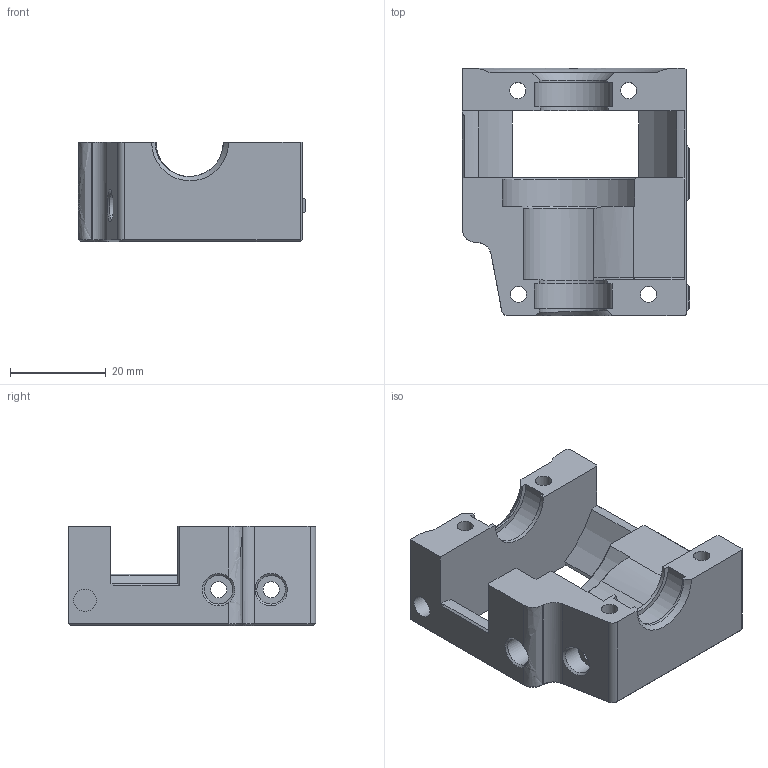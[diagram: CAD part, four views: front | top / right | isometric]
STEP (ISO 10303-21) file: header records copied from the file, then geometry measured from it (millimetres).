
FILE_DESCRIPTION(/* description */ (''),/* implementation_level */ '2;1');
FILE_NAME(/* name */ 'Z-Main-Mirror.step',/* time_stamp */ '2022-03-12T18:44:54+01:00',/* author */ (''),/* organization */ (''),/* preprocessor_version */ 'ST-DEVELOPER v18.1',/* originating_system */ 'Autodesk Translation Framework v10.13.0.1454',/* authorisation */ '');
FILE_SCHEMA (('AUTOMOTIVE_DESIGN { 1 0 10303 214 3 1 1 }'));
Length unit declared in the file: millimetre
Products named in the file (1): Micron-CAD-Assembly
Bounding box: 47.6 x 51.88 x 20.79 mm (x, y, z)
Volume: 24677.8 mm3; surface area: 11281.4 mm2
Topology: 1 solids, 1 shells, 161 faces, 419 edges, 264 vertices
Faces by surface type: plane 82, cylinder 40, cone 27, bspline 11, torus 1
Full cylindrical faces by diameter (mm): 3.4 x6, 4.7 x1, 6 x6
Entity records: 5641 total; most frequent: CARTESIAN_POINT 1628, ORIENTED_EDGE 838, DIRECTION 794, EDGE_CURVE 419, LINE 276, VECTOR 276, VERTEX_POINT 264, AXIS2_PLACEMENT_3D 259
